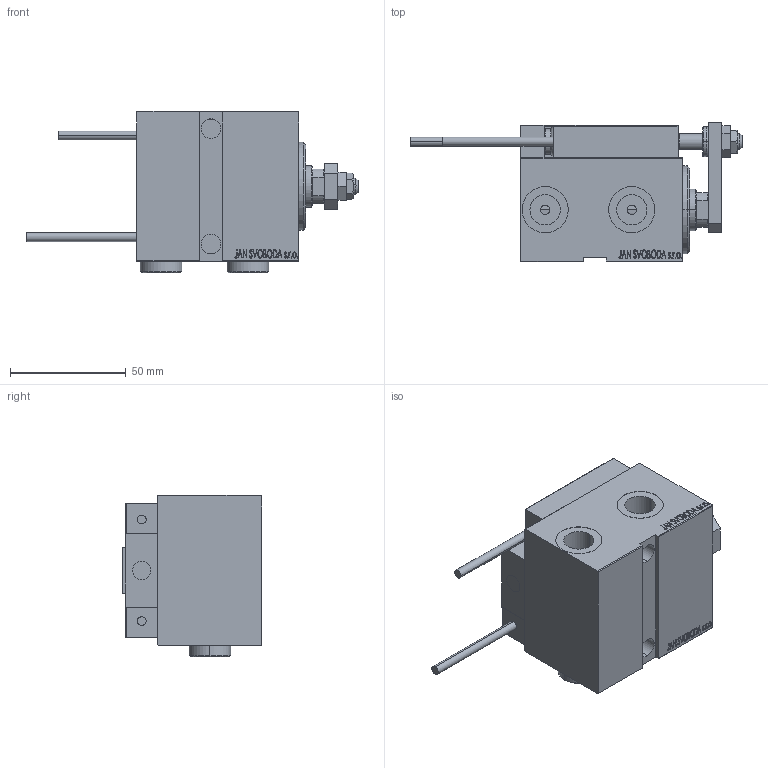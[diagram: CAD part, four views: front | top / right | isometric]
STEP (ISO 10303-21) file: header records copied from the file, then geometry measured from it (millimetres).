
FILE_DESCRIPTION (( 'STEP AP203' ), '1' );
FILE_NAME ('e94c.STEP', '2024-02-11T12:00:52', ( '' ), ( '' ), 'SwSTEP 2.0', 'SolidWorks 2019', '' );
FILE_SCHEMA (( 'CONFIG_CONTROL_DESIGN' ));
Length unit declared in the file: millimetre
Products named in the file (17): Block aef616b9aa89eccf802ca9982024f3a2; ZARAZKA aef616b9aa89eccf802ca9982024f3a2; KONCOVKA aef616b9aa89eccf802ca9982024f3a2; V450CM_E_Body aef616b9aa89eccf802ca9982024f3a2; V450CM_VC_B aef616b9aa89eccf802ca9982024f3a2; NUT_D12 aef616b9aa89eccf802ca9982024f3a2; V450CM_E_VCP aef616b9aa89eccf802ca9982024f3a2; SWITCH DIM B,W aef616b9aa89eccf802ca9982024f3a2; ALLEN BOLT D5 aef616b9aa89eccf802ca9982024f3a2; SWITCH X aef616b9aa89eccf802ca9982024f3a2; SWITCH_X_FRONT_BACK aef616b9aa89eccf802ca9982024f3a2; Zatka_OIL_PORT aef616b9aa89eccf802ca9982024f3a2; MAGNET aef616b9aa89eccf802ca9982024f3a2; TYC_L79 aef616b9aa89eccf802ca9982024f3a2; ALLEN BOLT D8 aef616b9aa89eccf802ca9982024f3a2; NUT_D10 aef616b9aa89eccf802ca9982024f3a2; e94c
Assembly tree (27 placements, depth 3):
  e94c
    V450CM_E_Body aef616b9aa89eccf802ca9982024f3a2
    V450CM_E_VCP aef616b9aa89eccf802ca9982024f3a2
    V450CM_VC_B aef616b9aa89eccf802ca9982024f3a2
    SWITCH X aef616b9aa89eccf802ca9982024f3a2
      SWITCH_X_FRONT_BACK aef616b9aa89eccf802ca9982024f3a2  x2
      TYC_L79 aef616b9aa89eccf802ca9982024f3a2
      Block aef616b9aa89eccf802ca9982024f3a2  x2
      ALLEN BOLT D5 aef616b9aa89eccf802ca9982024f3a2  x4
      ALLEN BOLT D8 aef616b9aa89eccf802ca9982024f3a2  x4
      MAGNET aef616b9aa89eccf802ca9982024f3a2  x2
      KONCOVKA aef616b9aa89eccf802ca9982024f3a2  x2
    SWITCH DIM B,W aef616b9aa89eccf802ca9982024f3a2
    ZARAZKA aef616b9aa89eccf802ca9982024f3a2
    NUT_D10 aef616b9aa89eccf802ca9982024f3a2
    NUT_D12 aef616b9aa89eccf802ca9982024f3a2
    Zatka_OIL_PORT aef616b9aa89eccf802ca9982024f3a2  x2
Bounding box: 143.7 x 60.5 x 69.9 mm (x, y, z)
Volume: 235212.5 mm3; surface area: 66337.6 mm2
Topology: 26 solids, 26 shells, 1337 faces, 3196 edges, 2038 vertices
Faces by surface type: plane 602, bspline 380, cylinder 190, cone 117, torus 44, sphere 4
Entity records: 51082 total; most frequent: CARTESIAN_POINT 25760, ORIENTED_EDGE 5332, DIRECTION 3613, EDGE_CURVE 2666, VERTEX_POINT 1738, LINE 1551, VECTOR 1551, EDGE_LOOP 1228
